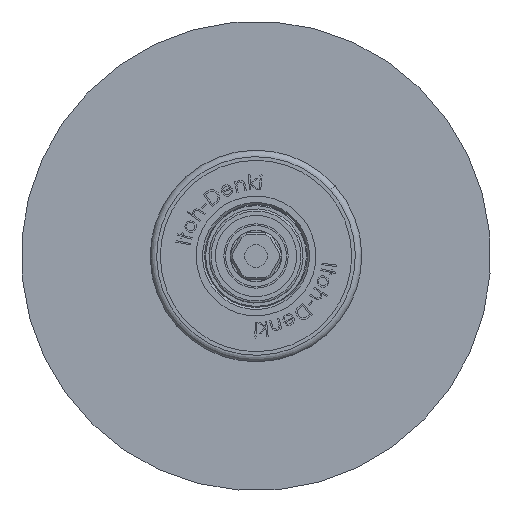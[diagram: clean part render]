
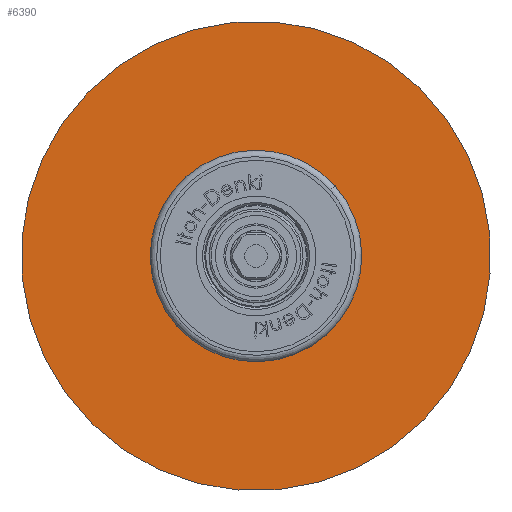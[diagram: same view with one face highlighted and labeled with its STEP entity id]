
A CAD part, left-side view. The second image highlights one B-rep face of the part: STEP entity #6390.
In plain terms, the highlighted planar face has unit normal (-1, 0, 0).
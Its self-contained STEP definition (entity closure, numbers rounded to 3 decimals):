
#600 = AXIS2_PLACEMENT_3D ( 'NONE', #3302, #9279, #2120 ) ;
#623 = AXIS2_PLACEMENT_3D ( 'NONE', #9229, #3251, #12857 ) ;
#697 = CARTESIAN_POINT ( 'NONE',  ( 22., 0., 0. ) ) ;
#937 = ORIENTED_EDGE ( 'NONE', *, *, #14903, .F. ) ;
#1281 = EDGE_CURVE ( 'R�duction de d�tails2_146+R�duction de d�tails2_57+R�duction de d�tails2_57+R�duction de d�tails2_57', #12797, #4628, #12664, .T. ) ;
#2120 = DIRECTION ( 'NONE',  ( 0., 1., 0. ) ) ;
#2484 = DIRECTION ( 'NONE',  ( 0., 0.076, -0.997 ) ) ;
#2757 = DIRECTION ( 'NONE',  ( 0., 0.076, -0.997 ) ) ;
#3122 = DIRECTION ( 'NONE',  ( 0., 0.076, -0.997 ) ) ;
#3251 = DIRECTION ( 'NONE',  ( -1., 0., 0. ) ) ;
#3302 = CARTESIAN_POINT ( 'NONE',  ( 22., 0., 0. ) ) ;
#3339 = CARTESIAN_POINT ( 'NONE',  ( 22., -18.514, 16.35 ) ) ;
#3482 = VERTEX_POINT ( 'NONE', #10587 ) ;
#3501 = DIRECTION ( 'NONE',  ( 1., 0., 0. ) ) ;
#4587 = ORIENTED_EDGE ( 'NONE', *, *, #9527, .F. ) ;
#4628 = VERTEX_POINT ( 'NONE', #3339 ) ;
#4774 = AXIS2_PLACEMENT_3D ( 'NONE', #13274, #3501, #2484 ) ;
#5131 = CIRCLE ( 'NONE', #623, 24.7 ) ;
#5994 = EDGE_LOOP ( 'NONE', ( #13479, #937 ) ) ;
#6160 = CARTESIAN_POINT ( 'NONE',  ( 22., 18.514, -16.35 ) ) ;
#6390 = ADVANCED_FACE ( 'R�duction de d�tails2_57', ( #15045, #6593 ), #13850, .F. ) ;
#6593 = FACE_BOUND ( 'NONE', #7935, .T. ) ;
#7621 = DIRECTION ( 'NONE',  ( 1., 0., 0. ) ) ;
#7703 = CARTESIAN_POINT ( 'NONE',  ( 22., 54.642, 4.159 ) ) ;
#7935 = EDGE_LOOP ( 'NONE', ( #12859, #4587 ) ) ;
#8229 = AXIS2_PLACEMENT_3D ( 'NONE', #7703, #7621, #2757 ) ;
#8312 = CIRCLE ( 'NONE', #14861, 54.8 ) ;
#8357 = CARTESIAN_POINT ( 'NONE',  ( 22., 4.159, -54.642 ) ) ;
#9229 = CARTESIAN_POINT ( 'NONE',  ( 22., 0., 0. ) ) ;
#9279 = DIRECTION ( 'NONE',  ( -1., 0., 0. ) ) ;
#9527 = EDGE_CURVE ( 'R�duction de d�tails2_146+R�duction de d�tails2_57+R�duction de d�tails2_57+R�duction de d�tails2_57', #4628, #12797, #5131, .T. ) ;
#9763 = VERTEX_POINT ( 'NONE', #8357 ) ;
#10306 = CIRCLE ( 'NONE', #4774, 54.8 ) ;
#10587 = CARTESIAN_POINT ( 'NONE',  ( 22., -4.159, 54.642 ) ) ;
#11285 = EDGE_CURVE ( 'R�duction de d�tails2_58+R�duction de d�tails2_57+R�duction de d�tails2_57+R�duction de d�tails2_57', #3482, #9763, #10306, .T. ) ;
#12664 = CIRCLE ( 'NONE', #600, 24.7 ) ;
#12797 = VERTEX_POINT ( 'NONE', #6160 ) ;
#12857 = DIRECTION ( 'NONE',  ( 0., 1., 0. ) ) ;
#12859 = ORIENTED_EDGE ( 'NONE', *, *, #1281, .F. ) ;
#13274 = CARTESIAN_POINT ( 'NONE',  ( 22., 0., 0. ) ) ;
#13479 = ORIENTED_EDGE ( 'NONE', *, *, #11285, .F. ) ;
#13850 = PLANE ( 'NONE',  #8229 ) ;
#13912 = DIRECTION ( 'NONE',  ( 1., 0., 0. ) ) ;
#14861 = AXIS2_PLACEMENT_3D ( 'NONE', #697, #13912, #3122 ) ;
#14903 = EDGE_CURVE ( 'R�duction de d�tails2_58+R�duction de d�tails2_57+R�duction de d�tails2_57+R�duction de d�tails2_57', #9763, #3482, #8312, .T. ) ;
#15045 = FACE_OUTER_BOUND ( 'NONE', #5994, .T. ) ;
